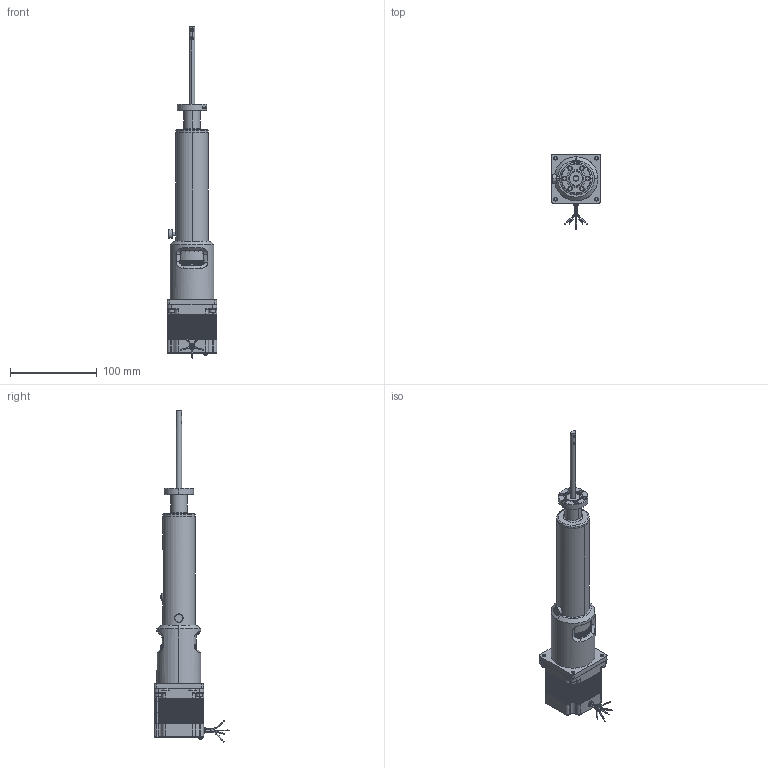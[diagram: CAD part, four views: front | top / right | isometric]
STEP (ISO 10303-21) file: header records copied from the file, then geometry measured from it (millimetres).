
FILE_DESCRIPTION (( 'STEP AP203' ), '1' );
FILE_NAME ('102210.12.stp', '2019-04-02T15:52:20', ( '' ), ( '' ), 'SwSTEP 2.0', 'SolidWorks 2012', '' );
FILE_SCHEMA (( 'CONFIG_CONTROL_DESIGN' ));
Length unit declared in the file: centimetre
Products named in the file (1): 102210.12
Bounding box: 56.9 x 87.06 x 381.85 mm (x, y, z)
Volume: 461679.6 mm3; surface area: 57133.4 mm2
Topology: 1 solids, 6 shells, 4270 faces, 10194 edges, 6006 vertices
Faces by surface type: plane 2170, cylinder 986, cone 918, bspline 196
Entity records: 152699 total; most frequent: CARTESIAN_POINT 55409, ORIENTED_EDGE 20368, DIRECTION 20085, EDGE_CURVE 10184, AXIS2_PLACEMENT_3D 6931, LINE 6223, VECTOR 6223, VERTEX_POINT 6004
